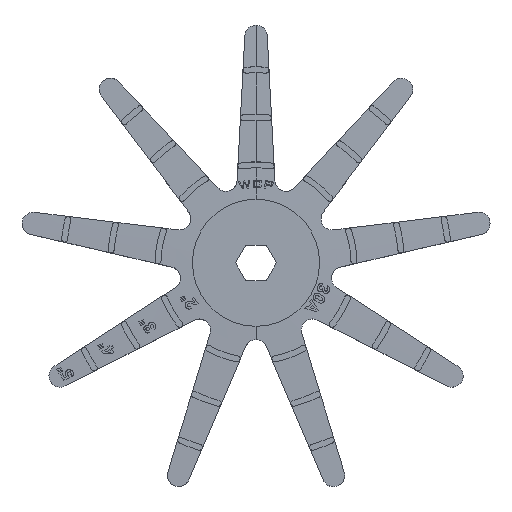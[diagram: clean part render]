
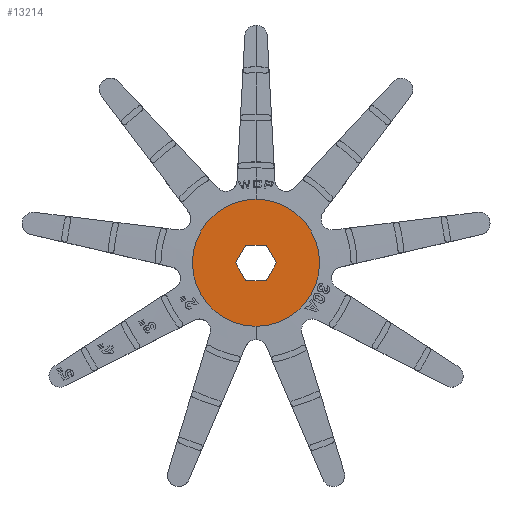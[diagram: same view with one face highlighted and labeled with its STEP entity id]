
A CAD part, top view. The second image highlights one B-rep face of the part: STEP entity #13214.
In plain terms, the highlighted planar face has unit normal (0, 0, 1).
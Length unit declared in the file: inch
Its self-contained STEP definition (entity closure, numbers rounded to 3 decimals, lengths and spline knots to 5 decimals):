
#72 = VERTEX_POINT ( 'NONE', #14916 ) ;
#597 = LINE ( 'NONE', #5771, #20974 ) ;
#997 = ORIENTED_EDGE ( 'NONE', *, *, #3357, .F. ) ;
#1287 = CARTESIAN_POINT ( 'NONE',  ( 0., 0., 0.25 ) ) ;
#1525 = CARTESIAN_POINT ( 'NONE',  ( 0.10797, 0.18701, 0.25 ) ) ;
#1702 = DIRECTION ( 'NONE',  ( -0.5, 0.866, 0. ) ) ;
#2197 = VECTOR ( 'NONE', #31011, 39.37008 ) ;
#2649 = CARTESIAN_POINT ( 'NONE',  ( -0.10797, 0.18701, 0.25 ) ) ;
#2897 = CIRCLE ( 'NONE', #18909, 0.66929 ) ;
#2949 = EDGE_CURVE ( 'NONE', #32651, #11979, #2897, .T. ) ;
#3357 = EDGE_CURVE ( 'NONE', #19814, #30877, #25085, .T. ) ;
#3619 = ORIENTED_EDGE ( 'NONE', *, *, #6600, .F. ) ;
#4359 = CARTESIAN_POINT ( 'NONE',  ( 0., 0.66929, 0.25 ) ) ;
#5771 = CARTESIAN_POINT ( 'NONE',  ( 0.10797, -0.18701, 0.25 ) ) ;
#6130 = CARTESIAN_POINT ( 'NONE',  ( 0., 0., 0.25 ) ) ;
#6528 = PLANE ( 'NONE',  #29189 ) ;
#6600 = EDGE_CURVE ( 'NONE', #31170, #33743, #25770, .T. ) ;
#6766 = VECTOR ( 'NONE', #1702, 39.37008 ) ;
#7017 = ORIENTED_EDGE ( 'NONE', *, *, #17308, .F. ) ;
#7603 = EDGE_CURVE ( 'NONE', #11979, #32651, #14062, .T. ) ;
#8810 = ORIENTED_EDGE ( 'NONE', *, *, #14635, .F. ) ;
#9132 = DIRECTION ( 'NONE',  ( 1., 0., 0. ) ) ;
#11537 = FACE_BOUND ( 'NONE', #23594, .T. ) ;
#11947 = AXIS2_PLACEMENT_3D ( 'NONE', #6130, #32088, #16669 ) ;
#11979 = VERTEX_POINT ( 'NONE', #19054 ) ;
#13148 = CARTESIAN_POINT ( 'NONE',  ( 0.10797, 0.18701, 0.25 ) ) ;
#13214 = ADVANCED_FACE ( 'NONE', ( #17062, #11537 ), #6528, .T. ) ;
#14052 = ORIENTED_EDGE ( 'NONE', *, *, #25905, .F. ) ;
#14062 = CIRCLE ( 'NONE', #11947, 0.66929 ) ;
#14133 = CARTESIAN_POINT ( 'NONE',  ( 0., 0., 0.25 ) ) ;
#14635 = EDGE_CURVE ( 'NONE', #30877, #30629, #597, .T. ) ;
#14803 = EDGE_CURVE ( 'NONE', #72, #19814, #30664, .T. ) ;
#14916 = CARTESIAN_POINT ( 'NONE',  ( -0.21594, 0., 0.25 ) ) ;
#15024 = VECTOR ( 'NONE', #27662, 39.37008 ) ;
#16669 = DIRECTION ( 'NONE',  ( 0., 1., 0. ) ) ;
#17062 = FACE_OUTER_BOUND ( 'NONE', #32808, .T. ) ;
#17308 = EDGE_CURVE ( 'NONE', #33743, #72, #28977, .T. ) ;
#18909 = AXIS2_PLACEMENT_3D ( 'NONE', #1287, #29795, #33087 ) ;
#19054 = CARTESIAN_POINT ( 'NONE',  ( 0., -0.66929, 0.25 ) ) ;
#19814 = VERTEX_POINT ( 'NONE', #21751 ) ;
#20974 = VECTOR ( 'NONE', #21693, 39.37008 ) ;
#21693 = DIRECTION ( 'NONE',  ( 0.5, 0.866, 0. ) ) ;
#21751 = CARTESIAN_POINT ( 'NONE',  ( -0.10797, -0.18701, 0.25 ) ) ;
#21992 = CARTESIAN_POINT ( 'NONE',  ( -0.10797, -0.18701, 0.25 ) ) ;
#22730 = VECTOR ( 'NONE', #26362, 39.37008 ) ;
#23396 = CARTESIAN_POINT ( 'NONE',  ( -0.21594, 0., 0.25 ) ) ;
#23484 = ORIENTED_EDGE ( 'NONE', *, *, #2949, .F. ) ;
#23594 = EDGE_LOOP ( 'NONE', ( #14052, #8810, #997, #26097, #7017, #3619 ) ) ;
#24170 = CARTESIAN_POINT ( 'NONE',  ( 0.10797, -0.18701, 0.25 ) ) ;
#25085 = LINE ( 'NONE', #21992, #15024 ) ;
#25770 = LINE ( 'NONE', #13148, #28400 ) ;
#25905 = EDGE_CURVE ( 'NONE', #30629, #31170, #30055, .T. ) ;
#26097 = ORIENTED_EDGE ( 'NONE', *, *, #14803, .F. ) ;
#26108 = DIRECTION ( 'NONE',  ( -1., 0., 0. ) ) ;
#26362 = DIRECTION ( 'NONE',  ( -0.5, -0.866, 0. ) ) ;
#27438 = CARTESIAN_POINT ( 'NONE',  ( 0.21594, 0., 0.25 ) ) ;
#27662 = DIRECTION ( 'NONE',  ( 1., 0., 0. ) ) ;
#28400 = VECTOR ( 'NONE', #26108, 39.37008 ) ;
#28977 = LINE ( 'NONE', #31936, #22730 ) ;
#29189 = AXIS2_PLACEMENT_3D ( 'NONE', #14133, #32484, #9132 ) ;
#29795 = DIRECTION ( 'NONE',  ( 0., 0., -1. ) ) ;
#29845 = ORIENTED_EDGE ( 'NONE', *, *, #7603, .F. ) ;
#30055 = LINE ( 'NONE', #27438, #6766 ) ;
#30629 = VERTEX_POINT ( 'NONE', #31041 ) ;
#30664 = LINE ( 'NONE', #23396, #2197 ) ;
#30877 = VERTEX_POINT ( 'NONE', #24170 ) ;
#31011 = DIRECTION ( 'NONE',  ( 0.5, -0.866, 0. ) ) ;
#31041 = CARTESIAN_POINT ( 'NONE',  ( 0.21594, 0., 0.25 ) ) ;
#31170 = VERTEX_POINT ( 'NONE', #1525 ) ;
#31936 = CARTESIAN_POINT ( 'NONE',  ( -0.10797, 0.18701, 0.25 ) ) ;
#32088 = DIRECTION ( 'NONE',  ( 0., 0., -1. ) ) ;
#32484 = DIRECTION ( 'NONE',  ( 0., 0., 1. ) ) ;
#32651 = VERTEX_POINT ( 'NONE', #4359 ) ;
#32808 = EDGE_LOOP ( 'NONE', ( #23484, #29845 ) ) ;
#33087 = DIRECTION ( 'NONE',  ( 0., 1., 0. ) ) ;
#33743 = VERTEX_POINT ( 'NONE', #2649 ) ;
